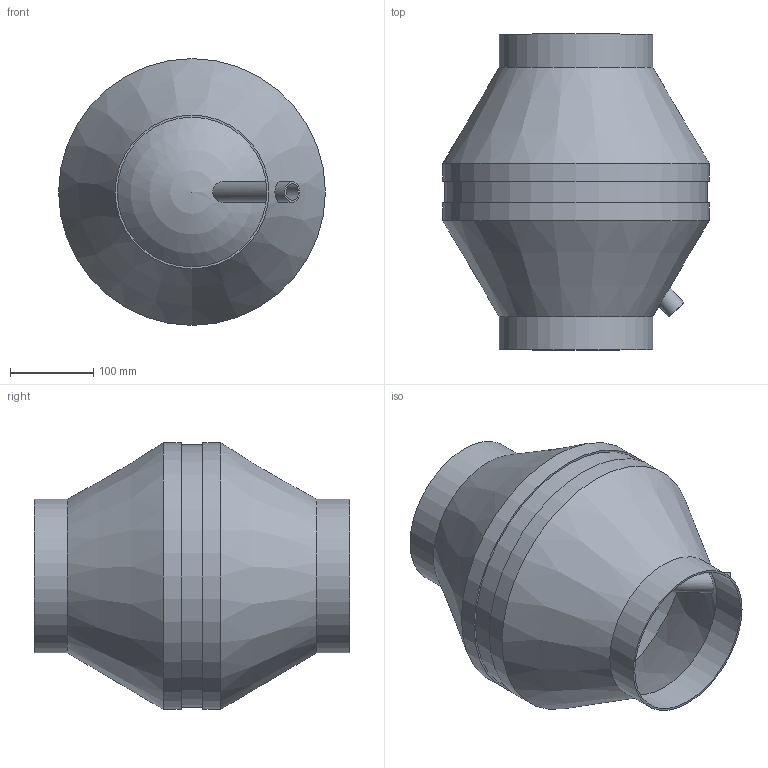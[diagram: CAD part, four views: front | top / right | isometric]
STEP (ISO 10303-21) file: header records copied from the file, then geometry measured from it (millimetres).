
FILE_DESCRIPTION( ( 'STEP AP214' ), '1' );
FILE_NAME( '3000924H.stp', '2021-12-20T13:36:24', ( 'License CC BY-ND 4.0' ), ( 'CADENAS' ), ' ', 'PARTsolutions', ' ' );
FILE_SCHEMA( ( 'AUTOMOTIVE_DESIGN { 1 0 10303 214 1 1 1 1 }' ) );
Length unit declared in the file: millimetre
Products named in the file (1): _3000924H
Bounding box: 321 x 380 x 321 mm (x, y, z)
Volume: 1020596.2 mm3; surface area: 821761.5 mm2
Topology: 1 solids, 1 shells, 46 faces, 140 edges, 92 vertices
Faces by surface type: plane 27, cylinder 13, cone 4, sphere 2
Full cylindrical faces by diameter (mm): 20 x1, 25 x2, 180 x2, 185 x2, 311 x1, 316 x3, 321 x2
Entity records: 2160 total; most frequent: CARTESIAN_POINT 605, DIRECTION 252, ORIENTED_EDGE 218, EDGE_CURVE 109, AXIS2_PLACEMENT_3D 100, VERTEX_POINT 83, EDGE_LOOP 74, FACE_OUTER_BOUND 59
